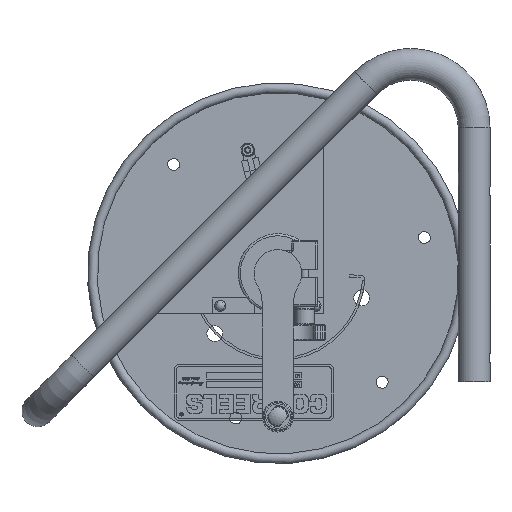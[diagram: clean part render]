
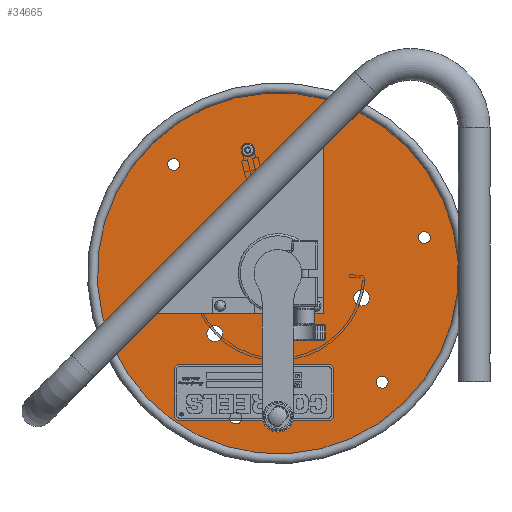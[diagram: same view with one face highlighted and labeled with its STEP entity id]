
A CAD part, left-side view. The second image highlights one B-rep face of the part: STEP entity #34665.
In plain terms, the highlighted planar face has unit normal (-1, 0, 0).
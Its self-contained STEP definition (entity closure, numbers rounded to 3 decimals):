
#623=FACE_BOUND('',#5536,.T.);
#624=FACE_BOUND('',#5537,.T.);
#625=FACE_BOUND('',#5538,.T.);
#626=FACE_BOUND('',#5539,.T.);
#627=FACE_BOUND('',#5540,.T.);
#628=FACE_BOUND('',#5541,.T.);
#629=FACE_BOUND('',#5542,.T.);
#630=FACE_BOUND('',#5543,.T.);
#631=FACE_BOUND('',#5544,.T.);
#632=FACE_BOUND('',#5545,.T.);
#633=FACE_BOUND('',#5546,.T.);
#1239=PLANE('',#36343);
#4090=FACE_OUTER_BOUND('',#5535,.T.);
#5535=EDGE_LOOP('',(#31207));
#5536=EDGE_LOOP('',(#31208));
#5537=EDGE_LOOP('',(#31209));
#5538=EDGE_LOOP('',(#31210));
#5539=EDGE_LOOP('',(#31211));
#5540=EDGE_LOOP('',(#31212));
#5541=EDGE_LOOP('',(#31213));
#5542=EDGE_LOOP('',(#31214));
#5543=EDGE_LOOP('',(#31215));
#5544=EDGE_LOOP('',(#31216));
#5545=EDGE_LOOP('',(#31217));
#5546=EDGE_LOOP('',(#31218));
#6301=CIRCLE('',#36322,0.43);
#6302=CIRCLE('',#36324,0.25);
#6303=CIRCLE('',#36326,0.25);
#6304=CIRCLE('',#36328,0.25);
#6305=CIRCLE('',#36330,0.11);
#6306=CIRCLE('',#36332,0.188);
#6307=CIRCLE('',#36334,0.188);
#6308=CIRCLE('',#36336,0.188);
#6309=CIRCLE('',#36338,0.188);
#6310=CIRCLE('',#36340,0.188);
#6311=CIRCLE('',#36342,0.188);
#6312=CIRCLE('',#36344,5.845);
#17574=VERTEX_POINT('',#63302);
#17575=VERTEX_POINT('',#63306);
#17576=VERTEX_POINT('',#63310);
#17577=VERTEX_POINT('',#63314);
#17578=VERTEX_POINT('',#63318);
#17579=VERTEX_POINT('',#63322);
#17580=VERTEX_POINT('',#63326);
#17581=VERTEX_POINT('',#63330);
#17582=VERTEX_POINT('',#63334);
#17583=VERTEX_POINT('',#63338);
#17584=VERTEX_POINT('',#63342);
#17585=VERTEX_POINT('',#63346);
#23289=EDGE_CURVE('',#17574,#17574,#6301,.T.);
#23291=EDGE_CURVE('',#17575,#17575,#6302,.T.);
#23293=EDGE_CURVE('',#17576,#17576,#6303,.T.);
#23295=EDGE_CURVE('',#17577,#17577,#6304,.T.);
#23297=EDGE_CURVE('',#17578,#17578,#6305,.T.);
#23298=EDGE_CURVE('',#17579,#17579,#6306,.T.);
#23300=EDGE_CURVE('',#17580,#17580,#6307,.T.);
#23302=EDGE_CURVE('',#17581,#17581,#6308,.T.);
#23304=EDGE_CURVE('',#17582,#17582,#6309,.T.);
#23306=EDGE_CURVE('',#17583,#17583,#6310,.T.);
#23308=EDGE_CURVE('',#17584,#17584,#6311,.T.);
#23310=EDGE_CURVE('',#17585,#17585,#6312,.T.);
#31207=ORIENTED_EDGE('',*,*,#23310,.F.);
#31208=ORIENTED_EDGE('',*,*,#23289,.T.);
#31209=ORIENTED_EDGE('',*,*,#23291,.T.);
#31210=ORIENTED_EDGE('',*,*,#23293,.T.);
#31211=ORIENTED_EDGE('',*,*,#23295,.T.);
#31212=ORIENTED_EDGE('',*,*,#23297,.T.);
#31213=ORIENTED_EDGE('',*,*,#23298,.T.);
#31214=ORIENTED_EDGE('',*,*,#23300,.T.);
#31215=ORIENTED_EDGE('',*,*,#23302,.T.);
#31216=ORIENTED_EDGE('',*,*,#23304,.T.);
#31217=ORIENTED_EDGE('',*,*,#23306,.T.);
#31218=ORIENTED_EDGE('',*,*,#23308,.T.);
#34665=ADVANCED_FACE('',(#4090,#623,#624,#625,#626,#627,#628,#629,#630,
#631,#632,#633),#1239,.T.);
#36322=AXIS2_PLACEMENT_3D('',#63304,#42496,#42497);
#36324=AXIS2_PLACEMENT_3D('',#63308,#42501,#42502);
#36326=AXIS2_PLACEMENT_3D('',#63312,#42506,#42507);
#36328=AXIS2_PLACEMENT_3D('',#63316,#42511,#42512);
#36330=AXIS2_PLACEMENT_3D('',#63320,#42516,#42517);
#36332=AXIS2_PLACEMENT_3D('',#63323,#42520,#42521);
#36334=AXIS2_PLACEMENT_3D('',#63327,#42525,#42526);
#36336=AXIS2_PLACEMENT_3D('',#63331,#42530,#42531);
#36338=AXIS2_PLACEMENT_3D('',#63335,#42535,#42536);
#36340=AXIS2_PLACEMENT_3D('',#63339,#42540,#42541);
#36342=AXIS2_PLACEMENT_3D('',#63343,#42545,#42546);
#36343=AXIS2_PLACEMENT_3D('',#63345,#42548,#42549);
#36344=AXIS2_PLACEMENT_3D('',#63347,#42550,#42551);
#42496=DIRECTION('center_axis',(1.,0.,0.));
#42497=DIRECTION('ref_axis',(0.,-0.971,0.238));
#42501=DIRECTION('center_axis',(1.,0.,0.));
#42502=DIRECTION('ref_axis',(0.,0.971,-0.238));
#42506=DIRECTION('center_axis',(1.,0.,0.));
#42507=DIRECTION('ref_axis',(0.,0.971,-0.238));
#42511=DIRECTION('center_axis',(1.,0.,0.));
#42512=DIRECTION('ref_axis',(0.,0.971,-0.238));
#42516=DIRECTION('center_axis',(1.,0.,0.));
#42517=DIRECTION('ref_axis',(0.,0.971,-0.238));
#42520=DIRECTION('center_axis',(1.,0.,0.));
#42521=DIRECTION('ref_axis',(0.,-0.971,0.238));
#42525=DIRECTION('center_axis',(1.,0.,0.));
#42526=DIRECTION('ref_axis',(0.,-0.28,0.96));
#42530=DIRECTION('center_axis',(1.,0.,0.));
#42531=DIRECTION('ref_axis',(0.,0.691,0.722));
#42535=DIRECTION('center_axis',(1.,0.,0.));
#42536=DIRECTION('ref_axis',(0.,0.971,-0.238));
#42540=DIRECTION('center_axis',(1.,0.,0.));
#42541=DIRECTION('ref_axis',(0.,0.28,-0.96));
#42545=DIRECTION('center_axis',(1.,0.,0.));
#42546=DIRECTION('ref_axis',(0.,-0.691,-0.722));
#42548=DIRECTION('center_axis',(-1.,0.,0.));
#42549=DIRECTION('ref_axis',(0.,0.238,0.971));
#42550=DIRECTION('center_axis',(1.,0.,0.));
#42551=DIRECTION('ref_axis',(0.,0.971,-0.238));
#63302=CARTESIAN_POINT('',(-6.31,-7.149,4.235));
#63304=CARTESIAN_POINT('Origin',(-6.31,-7.566,4.337));
#63306=CARTESIAN_POINT('',(-6.31,-5.823,2.495));
#63308=CARTESIAN_POINT('Origin',(-6.31,-5.58,2.435));
#63310=CARTESIAN_POINT('',(-6.31,-7.156,7.067));
#63312=CARTESIAN_POINT('Origin',(-6.31,-6.913,7.008));
#63314=CARTESIAN_POINT('',(-6.31,-10.449,3.627));
#63316=CARTESIAN_POINT('Origin',(-6.31,-10.207,3.567));
#63318=CARTESIAN_POINT('',(-6.31,-6.722,8.248));
#63320=CARTESIAN_POINT('Origin',(-6.31,-6.616,8.222));
#63322=CARTESIAN_POINT('',(-6.31,-4.1,7.724));
#63323=CARTESIAN_POINT('Origin',(-6.31,-4.282,7.768));
#63326=CARTESIAN_POINT('',(-6.31,-2.9,3.028));
#63327=CARTESIAN_POINT('Origin',(-6.31,-2.953,3.208));
#63330=CARTESIAN_POINT('',(-6.31,-6.367,-0.359));
#63331=CARTESIAN_POINT('Origin',(-6.31,-6.237,-0.223));
#63334=CARTESIAN_POINT('',(-6.31,-11.033,0.95));
#63335=CARTESIAN_POINT('Origin',(-6.31,-10.851,0.905));
#63338=CARTESIAN_POINT('',(-6.31,-12.233,5.646));
#63339=CARTESIAN_POINT('Origin',(-6.31,-12.18,5.466));
#63342=CARTESIAN_POINT('',(-6.31,-8.766,9.032));
#63343=CARTESIAN_POINT('Origin',(-6.31,-8.896,8.897));
#63345=CARTESIAN_POINT('Origin',(-6.31,-4.728,3.642));
#63346=CARTESIAN_POINT('',(-6.31,-1.889,2.948));
#63347=CARTESIAN_POINT('Origin',(-6.31,-7.566,4.337));
